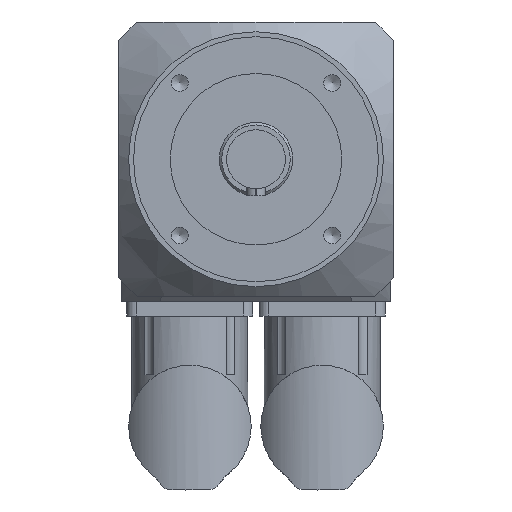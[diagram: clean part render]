
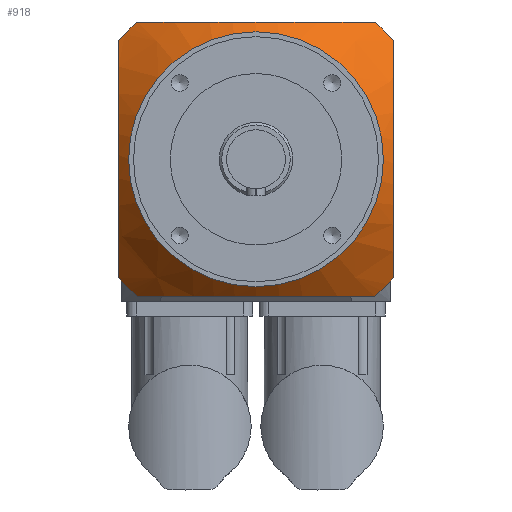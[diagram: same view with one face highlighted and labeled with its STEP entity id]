
A CAD part, front view. The second image highlights one B-rep face of the part: STEP entity #918.
In plain terms, the highlighted conical face has half-angle 45 degrees and reference radius 37 mm.
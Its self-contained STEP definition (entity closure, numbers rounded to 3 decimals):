
#143=CONICAL_SURFACE('',#5620,37.,45.);
#444=FACE_BOUND('',#1620,.T.);
#659=B_SPLINE_CURVE_WITH_KNOTS('',3,(#9174,#9175,#9176,#9177,#9178,#9179,
#9180,#9181),.UNSPECIFIED.,.F.,.F.,(4,2,2,4),(0.,0.25,0.5,1.),.UNSPECIFIED.);
#660=B_SPLINE_CURVE_WITH_KNOTS('',3,(#9184,#9185,#9186,#9187,#9188,#9189,
#9190,#9191),.UNSPECIFIED.,.F.,.F.,(4,2,2,4),(0.,0.5,0.75,1.),.UNSPECIFIED.);
#661=B_SPLINE_CURVE_WITH_KNOTS('',3,(#9195,#9196,#9197,#9198,#9199,#9200,
#9201,#9202,#9203,#9204,#9205,#9206,#9207,#9208),.UNSPECIFIED.,.F.,.F.,(4,
2,2,2,2,2,4),(0.,0.25,0.375,0.5,0.625,0.75,1.),.UNSPECIFIED.);
#662=B_SPLINE_CURVE_WITH_KNOTS('',3,(#9212,#9213,#9214,#9215,#9216,#9217,
#9218,#9219),.UNSPECIFIED.,.F.,.F.,(4,2,2,4),(0.,0.25,0.5,1.),.UNSPECIFIED.);
#663=B_SPLINE_CURVE_WITH_KNOTS('',3,(#9221,#9222,#9223,#9224,#9225,#9226,
#9227,#9228),.UNSPECIFIED.,.F.,.F.,(4,2,2,4),(0.,0.5,0.75,1.),.UNSPECIFIED.);
#664=B_SPLINE_CURVE_WITH_KNOTS('',3,(#9232,#9233,#9234,#9235,#9236,#9237,
#9238,#9239,#9240,#9241,#9242,#9243,#9244,#9245),.UNSPECIFIED.,.F.,.F.,(4,
2,2,2,2,2,4),(0.,0.25,0.375,0.5,0.625,0.75,1.),.UNSPECIFIED.);
#918=ADVANCED_FACE('',(#1271,#444),#143,.T.);
#1271=FACE_OUTER_BOUND('',#1619,.T.);
#1619=EDGE_LOOP('',(#3412,#3413,#3414,#3415,#3416,#3417,#3418,#3419,#3420,
#3421));
#1620=EDGE_LOOP('',(#3422));
#3412=ORIENTED_EDGE('',*,*,#4738,.F.);
#3413=ORIENTED_EDGE('',*,*,#4739,.F.);
#3414=ORIENTED_EDGE('',*,*,#4740,.T.);
#3415=ORIENTED_EDGE('',*,*,#4741,.F.);
#3416=ORIENTED_EDGE('',*,*,#4742,.T.);
#3417=ORIENTED_EDGE('',*,*,#4743,.F.);
#3418=ORIENTED_EDGE('',*,*,#4744,.F.);
#3419=ORIENTED_EDGE('',*,*,#4745,.T.);
#3420=ORIENTED_EDGE('',*,*,#4746,.F.);
#3421=ORIENTED_EDGE('',*,*,#4747,.T.);
#3422=ORIENTED_EDGE('',*,*,#4725,.F.);
#4028=VERTEX_POINT('',#9146);
#4041=VERTEX_POINT('',#9182);
#4042=VERTEX_POINT('',#9183);
#4043=VERTEX_POINT('',#9192);
#4044=VERTEX_POINT('',#9194);
#4045=VERTEX_POINT('',#9209);
#4046=VERTEX_POINT('',#9211);
#4047=VERTEX_POINT('',#9220);
#4048=VERTEX_POINT('',#9229);
#4049=VERTEX_POINT('',#9231);
#4050=VERTEX_POINT('',#9246);
#4725=EDGE_CURVE('',#4028,#4028,#5068,.T.);
#4738=EDGE_CURVE('',#4041,#4042,#659,.T.);
#4739=EDGE_CURVE('',#4043,#4041,#660,.T.);
#4740=EDGE_CURVE('',#4043,#4044,#5077,.T.);
#4741=EDGE_CURVE('',#4045,#4044,#661,.T.);
#4742=EDGE_CURVE('',#4045,#4046,#5078,.T.);
#4743=EDGE_CURVE('',#4047,#4046,#662,.T.);
#4744=EDGE_CURVE('',#4048,#4047,#663,.T.);
#4745=EDGE_CURVE('',#4048,#4049,#5079,.T.);
#4746=EDGE_CURVE('',#4050,#4049,#664,.T.);
#4747=EDGE_CURVE('',#4050,#4042,#5080,.T.);
#5068=CIRCLE('',#5604,26.);
#5077=CIRCLE('',#5616,37.);
#5078=CIRCLE('',#5617,37.);
#5079=CIRCLE('',#5618,37.);
#5080=CIRCLE('',#5619,37.);
#5604=AXIS2_PLACEMENT_3D('',#9145,#6897,#6898);
#5616=AXIS2_PLACEMENT_3D('',#9193,#6925,#6926);
#5617=AXIS2_PLACEMENT_3D('',#9210,#6927,#6928);
#5618=AXIS2_PLACEMENT_3D('',#9230,#6929,#6930);
#5619=AXIS2_PLACEMENT_3D('',#9247,#6931,#6932);
#5620=AXIS2_PLACEMENT_3D('',#9248,#6933,#6934);
#6897=DIRECTION('',(0.,0.,-1.));
#6898=DIRECTION('',(-1.,0.,0.));
#6925=DIRECTION('',(0.,0.,-1.));
#6926=DIRECTION('',(-1.,0.,0.));
#6927=DIRECTION('',(0.,0.,-1.));
#6928=DIRECTION('',(-1.,0.,0.));
#6929=DIRECTION('',(0.,0.,-1.));
#6930=DIRECTION('',(-1.,0.,0.));
#6931=DIRECTION('',(0.,0.,-1.));
#6932=DIRECTION('',(-1.,0.,0.));
#6933=DIRECTION('',(0.,0.,1.));
#6934=DIRECTION('',(1.,0.,0.));
#9145=CARTESIAN_POINT('',(0.,0.,0.));
#9146=CARTESIAN_POINT('',(-26.,0.,0.));
#9174=CARTESIAN_POINT('',(-28.,0.,2.));
#9175=CARTESIAN_POINT('',(-28.,-2.206,2.));
#9176=CARTESIAN_POINT('',(-28.,-4.366,2.263));
#9177=CARTESIAN_POINT('',(-28.,-8.611,3.221));
#9178=CARTESIAN_POINT('',(-28.,-10.709,3.922));
#9179=CARTESIAN_POINT('',(-28.,-16.757,6.424));
#9180=CARTESIAN_POINT('',(-28.,-20.526,8.607));
#9181=CARTESIAN_POINT('',(-28.,-24.187,11.));
#9182=CARTESIAN_POINT('',(-28.,0.,2.));
#9183=CARTESIAN_POINT('',(-28.,-24.187,11.));
#9184=CARTESIAN_POINT('',(-28.,24.187,11.));
#9185=CARTESIAN_POINT('',(-28.,20.528,8.608));
#9186=CARTESIAN_POINT('',(-28.,16.763,6.429));
#9187=CARTESIAN_POINT('',(-28.,10.731,3.93));
#9188=CARTESIAN_POINT('',(-28.,8.632,3.227));
#9189=CARTESIAN_POINT('',(-28.,4.371,2.263));
#9190=CARTESIAN_POINT('',(-28.,2.206,2.));
#9191=CARTESIAN_POINT('',(-28.,0.,2.));
#9192=CARTESIAN_POINT('',(-28.,24.187,11.));
#9193=CARTESIAN_POINT('',(0.,0.,
11.));
#9194=CARTESIAN_POINT('',(-24.187,28.,11.));
#9195=CARTESIAN_POINT('',(24.187,28.,11.));
#9196=CARTESIAN_POINT('',(20.53,28.,8.61));
#9197=CARTESIAN_POINT('',(16.768,28.,6.431));
#9198=CARTESIAN_POINT('',(10.741,28.,3.934));
#9199=CARTESIAN_POINT('',(8.642,28.,3.23));
#9200=CARTESIAN_POINT('',(4.39,28.,2.266));
#9201=CARTESIAN_POINT('',(2.235,28.,2.003));
#9202=CARTESIAN_POINT('',(-2.147,28.,1.997));
#9203=CARTESIAN_POINT('',(-4.339,28.,2.259));
#9204=CARTESIAN_POINT('',(-8.583,28.,3.213));
#9205=CARTESIAN_POINT('',(-10.672,28.,3.908));
#9206=CARTESIAN_POINT('',(-16.745,28.,6.416));
#9207=CARTESIAN_POINT('',(-20.521,28.,8.604));
#9208=CARTESIAN_POINT('',(-24.187,28.,11.));
#9209=CARTESIAN_POINT('',(24.187,28.,11.));
#9210=CARTESIAN_POINT('',(0.,0.,
11.));
#9211=CARTESIAN_POINT('',(28.,24.187,11.));
#9212=CARTESIAN_POINT('',(28.,0.,2.));
#9213=CARTESIAN_POINT('',(28.,2.206,2.));
#9214=CARTESIAN_POINT('',(28.,4.366,2.263));
#9215=CARTESIAN_POINT('',(28.,8.611,3.221));
#9216=CARTESIAN_POINT('',(28.,10.709,3.922));
#9217=CARTESIAN_POINT('',(28.,16.757,6.424));
#9218=CARTESIAN_POINT('',(28.,20.526,8.607));
#9219=CARTESIAN_POINT('',(28.,24.187,11.));
#9220=CARTESIAN_POINT('',(28.,0.,2.));
#9221=CARTESIAN_POINT('',(28.,-24.187,11.));
#9222=CARTESIAN_POINT('',(28.,-20.528,8.608));
#9223=CARTESIAN_POINT('',(28.,-16.763,6.429));
#9224=CARTESIAN_POINT('',(28.,-10.731,3.93));
#9225=CARTESIAN_POINT('',(28.,-8.632,3.227));
#9226=CARTESIAN_POINT('',(28.,-4.371,2.263));
#9227=CARTESIAN_POINT('',(28.,-2.206,2.));
#9228=CARTESIAN_POINT('',(28.,0.,2.));
#9229=CARTESIAN_POINT('',(28.,-24.187,11.));
#9230=CARTESIAN_POINT('',(0.,0.,
11.));
#9231=CARTESIAN_POINT('',(24.187,-28.,11.));
#9232=CARTESIAN_POINT('',(-24.187,-28.,11.));
#9233=CARTESIAN_POINT('',(-20.53,-28.,8.61));
#9234=CARTESIAN_POINT('',(-16.768,-28.,6.431));
#9235=CARTESIAN_POINT('',(-10.741,-28.,3.934));
#9236=CARTESIAN_POINT('',(-8.642,-28.,3.23));
#9237=CARTESIAN_POINT('',(-4.39,-28.,2.266));
#9238=CARTESIAN_POINT('',(-2.235,-28.,2.003));
#9239=CARTESIAN_POINT('',(2.147,-28.,1.997));
#9240=CARTESIAN_POINT('',(4.339,-28.,2.259));
#9241=CARTESIAN_POINT('',(8.583,-28.,3.213));
#9242=CARTESIAN_POINT('',(10.672,-28.,3.908));
#9243=CARTESIAN_POINT('',(16.745,-28.,6.416));
#9244=CARTESIAN_POINT('',(20.521,-28.,8.604));
#9245=CARTESIAN_POINT('',(24.187,-28.,11.));
#9246=CARTESIAN_POINT('',(-24.187,-28.,11.));
#9247=CARTESIAN_POINT('',(0.,0.,
11.));
#9248=CARTESIAN_POINT('',(0.,0.,
11.));
